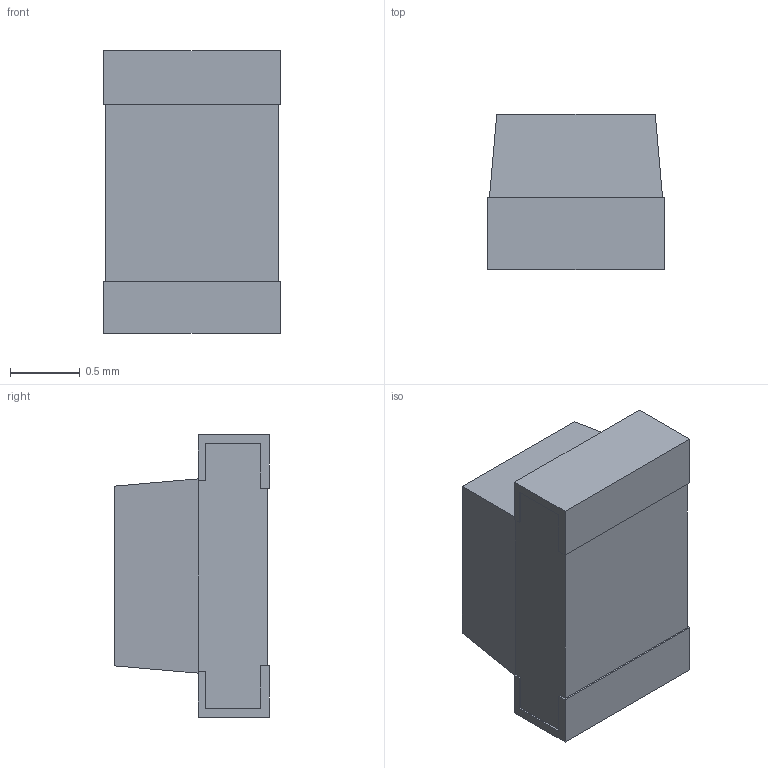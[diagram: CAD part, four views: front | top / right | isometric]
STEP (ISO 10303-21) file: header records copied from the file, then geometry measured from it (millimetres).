
FILE_DESCRIPTION (( 'STEP AP214' ), '1' );
FILE_NAME ('SW3dPS-led805R-1.STEP', '2009-07-06T06:43:43', ( 'sysAdmin' ), ( 'SolidWorks' ), 'SwSTEP 2.0', 'SolidWorks 2009', '' );
FILE_SCHEMA (( 'AUTOMOTIVE_DESIGN' ));
Length unit declared in the file: inch
Products named in the file (1): SW3dPS-led805R-1
Bounding box: 1.27 x 1.11 x 2.03 mm (x, y, z)
Volume: 2.2 mm3; surface area: 11.3 mm2
Topology: 1 solids, 1 shells, 36 faces, 98 edges, 64 vertices
Faces by surface type: plane 36
Entity records: 1618 total; most frequent: CARTESIAN_POINT 199, ORIENTED_EDGE 196, DIRECTION 172, EDGE_CURVE 98, VECTOR 98, LINE 98, VERTEX_POINT 64, UNCERTAINTY_MEASURE_WITH_UNIT 39
